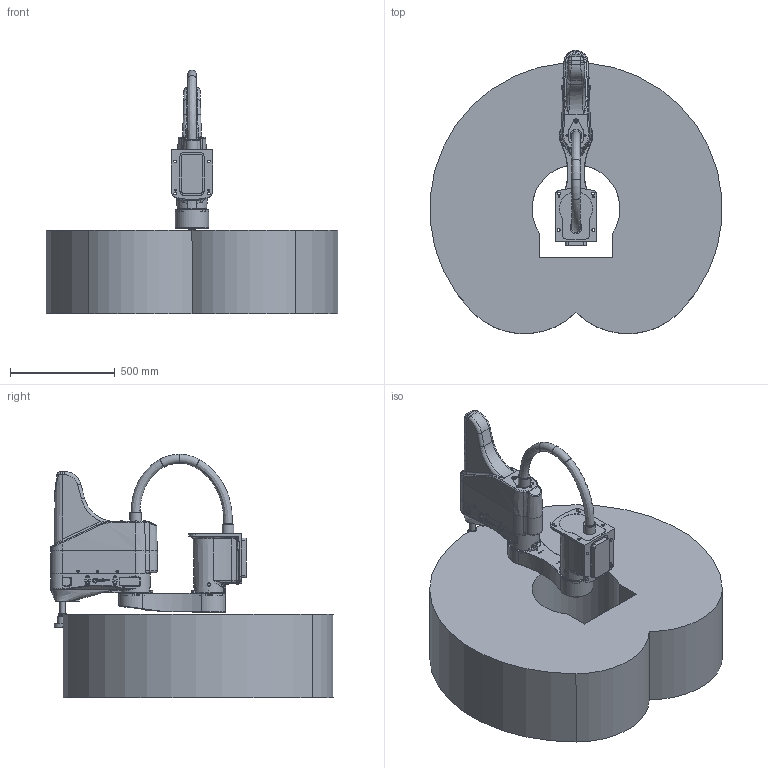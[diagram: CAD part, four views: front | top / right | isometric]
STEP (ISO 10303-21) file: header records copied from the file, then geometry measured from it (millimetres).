
FILE_DESCRIPTION(/* description */ ('Norm.iam Teamplte'),/* implementation_level */ '2;1');
FILE_NAME(/* name */ '3D-model_AT_00020-01-400_.stp',/* time_stamp */ '2024-03-14T11:45:04+01:00',/* author */ ('josha-tim.penalver'),/* organization */ (''),/* preprocessor_version */ 'ST-DEVELOPER v19.2',/* originating_system */ 'Autodesk Inventor 2023',/* authorisation */ '');
FILE_SCHEMA (('AUTOMOTIVE_DESIGN { 1 0 10303 214 3 1 1 }'));
Products named in the file (7): AT_00020-01-400_DUMMY sCara4-700-6kg; MT_WST00110984 Dummy Grundgestell; MT_WST00109346 Dummy Schwinge; MT_WST00114854 Dummy Arm; MT_WST00109391 Dummy Werkzeugträger; MT_WST00109303 Kabelbaum; MT_WST00112814 Arbeitsbereich
Assembly tree (6 placements, depth 2):
  AT_00020-01-400_DUMMY sCara4-700-6kg
    MT_WST00110984 Dummy Grundgestell
    MT_WST00109346 Dummy Schwinge
    MT_WST00114854 Dummy Arm
    MT_WST00109391 Dummy Werkzeugträger
    MT_WST00109303 Kabelbaum
    MT_WST00112814 Arbeitsbereich
Bounding box: 1394.67 x 1353.66 x 1165 mm (x, y, z)
Volume: 559494631.8 mm3; surface area: 6682776.5 mm2
Topology: 6 solids, 8 shells, 2041 faces, 4982 edges, 3134 vertices
Faces by surface type: plane 802, cylinder 561, bspline 411, cone 196, torus 50, sphere 21
Full cylindrical faces by diameter (mm): 3.242 x52, 3.8 x2, 4 x2, 4.134 x12, 4.917 x13, 5.8 x1, 6 x3, 6.6 x2, 7.6 x8, 8 x2, 8.5 x16, 10 x6, 11.6 x9, 13.5 x9, 14 x1, 16 x1, 17 x1, 17.5 x1, 18 x1, 20 x1, 25 x2, 33 x1, 35 x4, 35.6 x1, 36 x1, 38.3 x1, 39 x1, 40 x1, 42.2 x1, 42.8 x2
Entity records: 79527 total; most frequent: CARTESIAN_POINT 31437, ORIENTED_EDGE 9798, DIRECTION 8974, EDGE_CURVE 4899, AXIS2_PLACEMENT_3D 3309, VERTEX_POINT 3134, LINE 2356, VECTOR 2356
